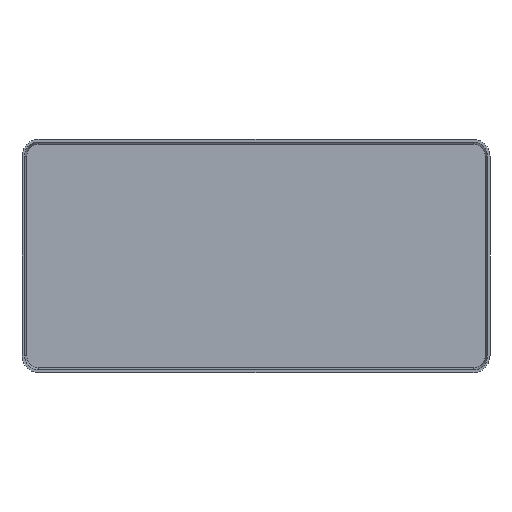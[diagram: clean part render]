
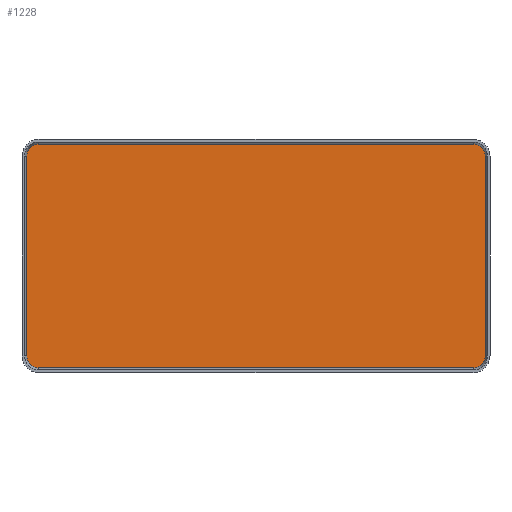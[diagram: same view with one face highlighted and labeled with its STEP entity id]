
A CAD part, front view. The second image highlights one B-rep face of the part: STEP entity #1228.
In plain terms, the highlighted planar face has unit normal (0, -1, 0).
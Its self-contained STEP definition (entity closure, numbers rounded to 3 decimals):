
#23 = EDGE_CURVE ( 'NONE', #2866, #731, #5101, .T. ) ;
#92 = B_SPLINE_CURVE_WITH_KNOTS ( 'NONE', 3,
 ( #3323, #3846, #5254, #3290, #2336, #6107 ),
 .UNSPECIFIED., .F., .F.,
 ( 4, 2, 4 ),
 ( 0., 0.5, 1. ),
 .UNSPECIFIED. ) ;
#108 = CARTESIAN_POINT ( 'NONE',  ( -19.5, 8.3, -2.833 ) ) ;
#274 = CARTESIAN_POINT ( 'NONE',  ( 19.392, 8.3, -9.022 ) ) ;
#356 = EDGE_CURVE ( 'NONE', #3581, #3206, #4636, .T. ) ;
#364 = CARTESIAN_POINT ( 'NONE',  ( 19.5, 8.3, -8.5 ) ) ;
#625 = ORIENTED_EDGE ( 'NONE', *, *, #23, .T. ) ;
#655 = CARTESIAN_POINT ( 'NONE',  ( -18.5, 8.3, -9.5 ) ) ;
#731 = VERTEX_POINT ( 'NONE', #5827 ) ;
#767 = FACE_OUTER_BOUND ( 'NONE', #868, .T. ) ;
#836 = CARTESIAN_POINT ( 'NONE',  ( 19.5, 8.3, -8.762 ) ) ;
#868 = EDGE_LOOP ( 'NONE', ( #5929, #3250, #1765, #3748, #5136, #5301, #625, #5629 ) ) ;
#887 = CARTESIAN_POINT ( 'NONE',  ( 19.5, 8.3, -2.833 ) ) ;
#959 = EDGE_CURVE ( 'NONE', #3118, #731, #5948, .T. ) ;
#993 = EDGE_CURVE ( 'NONE', #2866, #1723, #1805, .T. ) ;
#1094 = CARTESIAN_POINT ( 'NONE',  ( 6.167, 8.3, 9.5 ) ) ;
#1228 = ADVANCED_FACE ( 'NONE', ( #767 ), #3141, .T. ) ;
#1336 = AXIS2_PLACEMENT_3D ( 'NONE', #2626, #4032, #1633 ) ;
#1353 = CARTESIAN_POINT ( 'NONE',  ( 19.5, 8.3, -8.5 ) ) ;
#1633 = DIRECTION ( 'NONE',  ( 0., 0., -1. ) ) ;
#1723 = VERTEX_POINT ( 'NONE', #1907 ) ;
#1765 = ORIENTED_EDGE ( 'NONE', *, *, #356, .T. ) ;
#1805 = B_SPLINE_CURVE_WITH_KNOTS ( 'NONE', 3,
 ( #3210, #1901, #3302, #2751, #2406, #1841 ),
 .UNSPECIFIED., .F., .F.,
 ( 4, 2, 4 ),
 ( 0., 0.5, 1. ),
 .UNSPECIFIED. ) ;
#1841 = CARTESIAN_POINT ( 'NONE',  ( -19.5, 8.3, -8.5 ) ) ;
#1861 = CARTESIAN_POINT ( 'NONE',  ( -19.5, 8.3, 8.5 ) ) ;
#1901 = CARTESIAN_POINT ( 'NONE',  ( -18.762, 8.3, -9.5 ) ) ;
#1907 = CARTESIAN_POINT ( 'NONE',  ( -19.5, 8.3, -8.5 ) ) ;
#1929 = CARTESIAN_POINT ( 'NONE',  ( 19.5, 8.3, 8.5 ) ) ;
#2086 = CARTESIAN_POINT ( 'NONE',  ( 18.5, 8.3, -9.5 ) ) ;
#2160 = CARTESIAN_POINT ( 'NONE',  ( 18.762, 8.3, -9.5 ) ) ;
#2336 = CARTESIAN_POINT ( 'NONE',  ( -18.762, 8.3, 9.5 ) ) ;
#2406 = CARTESIAN_POINT ( 'NONE',  ( -19.5, 8.3, -8.762 ) ) ;
#2502 = CARTESIAN_POINT ( 'NONE',  ( -18.5, 8.3, 9.5 ) ) ;
#2578 = CARTESIAN_POINT ( 'NONE',  ( 18.5, 8.3, 9.5 ) ) ;
#2626 = CARTESIAN_POINT ( 'NONE',  ( 0., 8.3, 0. ) ) ;
#2750 = CARTESIAN_POINT ( 'NONE',  ( 18.5, 8.3, 9.5 ) ) ;
#2751 = CARTESIAN_POINT ( 'NONE',  ( -19.392, 8.3, -9.022 ) ) ;
#2866 = VERTEX_POINT ( 'NONE', #655 ) ;
#2941 = B_SPLINE_CURVE_WITH_KNOTS ( 'NONE', 3,
 ( #1353, #887, #4651, #5037 ),
 .UNSPECIFIED., .F., .F.,
 ( 4, 4 ),
 ( 0., 1. ),
 .UNSPECIFIED. ) ;
#2953 = EDGE_CURVE ( 'NONE', #3581, #5215, #3324, .T. ) ;
#3118 = VERTEX_POINT ( 'NONE', #364 ) ;
#3141 = PLANE ( 'NONE',  #1336 ) ;
#3206 = VERTEX_POINT ( 'NONE', #2502 ) ;
#3210 = CARTESIAN_POINT ( 'NONE',  ( -18.5, 8.3, -9.5 ) ) ;
#3237 = CARTESIAN_POINT ( 'NONE',  ( 19.5, 8.3, 8.5 ) ) ;
#3250 = ORIENTED_EDGE ( 'NONE', *, *, #2953, .F. ) ;
#3268 = CARTESIAN_POINT ( 'NONE',  ( 19.5, 8.3, 8.762 ) ) ;
#3290 = CARTESIAN_POINT ( 'NONE',  ( -19.022, 8.3, 9.392 ) ) ;
#3302 = CARTESIAN_POINT ( 'NONE',  ( -19.022, 8.3, -9.392 ) ) ;
#3323 = CARTESIAN_POINT ( 'NONE',  ( -19.5, 8.3, 8.5 ) ) ;
#3324 = B_SPLINE_CURVE_WITH_KNOTS ( 'NONE', 3,
 ( #2750, #4627, #5603, #4567, #3268, #3237 ),
 .UNSPECIFIED., .F., .F.,
 ( 4, 2, 4 ),
 ( 0., 0.5, 1. ),
 .UNSPECIFIED. ) ;
#3439 = CARTESIAN_POINT ( 'NONE',  ( -6.167, 8.3, 9.5 ) ) ;
#3534 = CARTESIAN_POINT ( 'NONE',  ( 6.167, 8.3, -9.5 ) ) ;
#3543 = EDGE_CURVE ( 'NONE', #4268, #3206, #92, .T. ) ;
#3576 = EDGE_CURVE ( 'NONE', #4268, #1723, #4442, .T. ) ;
#3581 = VERTEX_POINT ( 'NONE', #4247 ) ;
#3748 = ORIENTED_EDGE ( 'NONE', *, *, #3543, .F. ) ;
#3752 = CARTESIAN_POINT ( 'NONE',  ( -19.5, 8.3, 2.833 ) ) ;
#3846 = CARTESIAN_POINT ( 'NONE',  ( -19.5, 8.3, 8.762 ) ) ;
#4022 = CARTESIAN_POINT ( 'NONE',  ( -6.167, 8.3, -9.5 ) ) ;
#4032 = DIRECTION ( 'NONE',  ( 0., -1., 0. ) ) ;
#4038 = CARTESIAN_POINT ( 'NONE',  ( 18.5, 8.3, -9.5 ) ) ;
#4247 = CARTESIAN_POINT ( 'NONE',  ( 18.5, 8.3, 9.5 ) ) ;
#4268 = VERTEX_POINT ( 'NONE', #4761 ) ;
#4442 = B_SPLINE_CURVE_WITH_KNOTS ( 'NONE', 3,
 ( #1861, #3752, #108, #5227 ),
 .UNSPECIFIED., .F., .F.,
 ( 4, 4 ),
 ( 0., 1. ),
 .UNSPECIFIED. ) ;
#4511 = CARTESIAN_POINT ( 'NONE',  ( 19.5, 8.3, -8.5 ) ) ;
#4567 = CARTESIAN_POINT ( 'NONE',  ( 19.392, 8.3, 9.022 ) ) ;
#4627 = CARTESIAN_POINT ( 'NONE',  ( 18.762, 8.3, 9.5 ) ) ;
#4636 = B_SPLINE_CURVE_WITH_KNOTS ( 'NONE', 3,
 ( #2578, #1094, #3439, #5807 ),
 .UNSPECIFIED., .F., .F.,
 ( 4, 4 ),
 ( 0., 1. ),
 .UNSPECIFIED. ) ;
#4645 = EDGE_CURVE ( 'NONE', #3118, #5215, #2941, .T. ) ;
#4651 = CARTESIAN_POINT ( 'NONE',  ( 19.5, 8.3, 2.833 ) ) ;
#4761 = CARTESIAN_POINT ( 'NONE',  ( -19.5, 8.3, 8.5 ) ) ;
#5037 = CARTESIAN_POINT ( 'NONE',  ( 19.5, 8.3, 8.5 ) ) ;
#5075 = CARTESIAN_POINT ( 'NONE',  ( 19.022, 8.3, -9.392 ) ) ;
#5101 = B_SPLINE_CURVE_WITH_KNOTS ( 'NONE', 3,
 ( #5899, #4022, #3534, #2086 ),
 .UNSPECIFIED., .F., .F.,
 ( 4, 4 ),
 ( 0., 1. ),
 .UNSPECIFIED. ) ;
#5136 = ORIENTED_EDGE ( 'NONE', *, *, #3576, .T. ) ;
#5215 = VERTEX_POINT ( 'NONE', #1929 ) ;
#5227 = CARTESIAN_POINT ( 'NONE',  ( -19.5, 8.3, -8.5 ) ) ;
#5254 = CARTESIAN_POINT ( 'NONE',  ( -19.392, 8.3, 9.022 ) ) ;
#5301 = ORIENTED_EDGE ( 'NONE', *, *, #993, .F. ) ;
#5603 = CARTESIAN_POINT ( 'NONE',  ( 19.022, 8.3, 9.392 ) ) ;
#5629 = ORIENTED_EDGE ( 'NONE', *, *, #959, .F. ) ;
#5807 = CARTESIAN_POINT ( 'NONE',  ( -18.5, 8.3, 9.5 ) ) ;
#5827 = CARTESIAN_POINT ( 'NONE',  ( 18.5, 8.3, -9.5 ) ) ;
#5899 = CARTESIAN_POINT ( 'NONE',  ( -18.5, 8.3, -9.5 ) ) ;
#5929 = ORIENTED_EDGE ( 'NONE', *, *, #4645, .T. ) ;
#5948 = B_SPLINE_CURVE_WITH_KNOTS ( 'NONE', 3,
 ( #4511, #836, #274, #5075, #2160, #4038 ),
 .UNSPECIFIED., .F., .F.,
 ( 4, 2, 4 ),
 ( 0., 0.5, 1. ),
 .UNSPECIFIED. ) ;
#6107 = CARTESIAN_POINT ( 'NONE',  ( -18.5, 8.3, 9.5 ) ) ;
